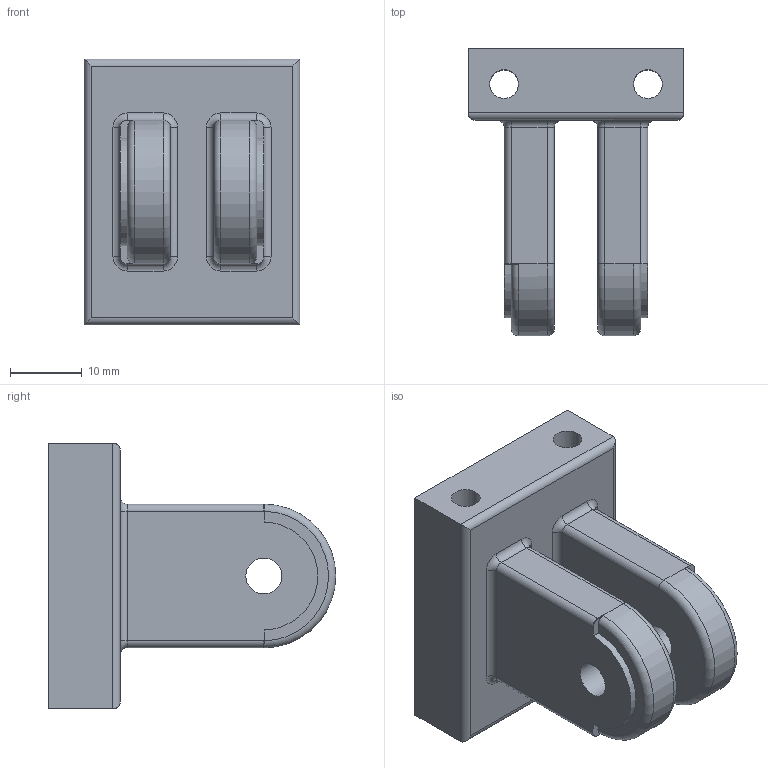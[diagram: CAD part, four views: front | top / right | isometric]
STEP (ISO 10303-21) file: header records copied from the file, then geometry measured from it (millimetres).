
FILE_DESCRIPTION(/* description */ (''),/* implementation_level */ '2;1');
FILE_NAME(/* name */ 'Tilting camera mount B_.step',/* time_stamp */ '2023-06-15T11:53:27+02:00',/* author */ (''),/* organization */ (''),/* preprocessor_version */ 'ST-DEVELOPER v19.2',/* originating_system */ 'Autodesk Translation Framework v12.6.0.85',/* authorisation */ '');
FILE_SCHEMA (('AUTOMOTIVE_DESIGN { 1 0 10303 214 3 1 1 }'));
Length unit declared in the file: millimetre
Products named in the file (1): Tilting camera mount B
Bounding box: 30 x 40 x 37 mm (x, y, z)
Volume: 17491.1 mm3; surface area: 7299.5 mm2
Topology: 1 solids, 1 shells, 63 faces, 149 edges, 90 vertices
Faces by surface type: cylinder 29, plane 20, torus 14
Full cylindrical faces by diameter (mm): 4 x2, 5 x2
Entity records: 1887 total; most frequent: DIRECTION 344, CARTESIAN_POINT 339, ORIENTED_EDGE 298, EDGE_CURVE 149, AXIS2_PLACEMENT_3D 135, VERTEX_POINT 90, LINE 74, VECTOR 74
